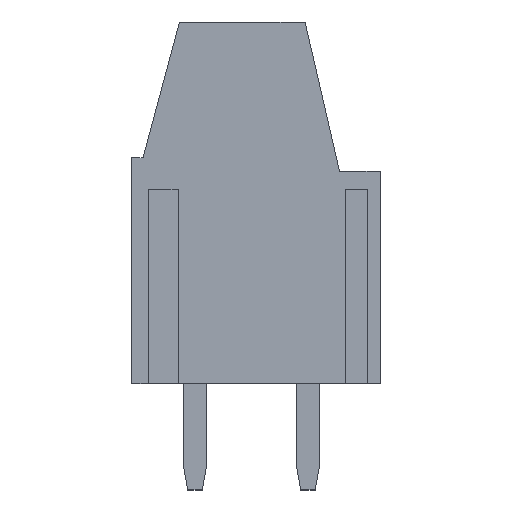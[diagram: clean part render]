
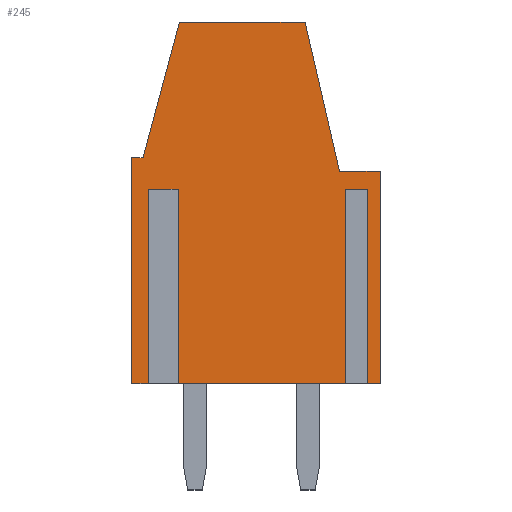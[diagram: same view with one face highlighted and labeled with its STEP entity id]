
A CAD part, top view. The second image highlights one B-rep face of the part: STEP entity #245.
In plain terms, the highlighted planar face has unit normal (0, 0, 1).
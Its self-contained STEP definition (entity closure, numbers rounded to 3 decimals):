
#245 = ADVANCED_FACE( '', ( #563 ), #564, .T. );
#563 = FACE_OUTER_BOUND( '', #949, .T. );
#564 = PLANE( '', #950 );
#949 = EDGE_LOOP( '', ( #1613, #1614, #1615, #1616, #1617, #1618, #1619, #1620, #1621, #1622, #1623, #1624, #1625, #1626, #1627, #1628 ) );
#950 = AXIS2_PLACEMENT_3D( '', #1629, #1630, #1631 );
#1613 = ORIENTED_EDGE( '', *, *, #2428, .T. );
#1614 = ORIENTED_EDGE( '', *, *, #2468, .T. );
#1615 = ORIENTED_EDGE( '', *, *, #2502, .T. );
#1616 = ORIENTED_EDGE( '', *, *, #2503, .T. );
#1617 = ORIENTED_EDGE( '', *, *, #2504, .T. );
#1618 = ORIENTED_EDGE( '', *, *, #2505, .T. );
#1619 = ORIENTED_EDGE( '', *, *, #2269, .T. );
#1620 = ORIENTED_EDGE( '', *, *, #2506, .T. );
#1621 = ORIENTED_EDGE( '', *, *, #2404, .F. );
#1622 = ORIENTED_EDGE( '', *, *, #2507, .T. );
#1623 = ORIENTED_EDGE( '', *, *, #2435, .T. );
#1624 = ORIENTED_EDGE( '', *, *, #2508, .T. );
#1625 = ORIENTED_EDGE( '', *, *, #2509, .F. );
#1626 = ORIENTED_EDGE( '', *, *, #2510, .T. );
#1627 = ORIENTED_EDGE( '', *, *, #2387, .T. );
#1628 = ORIENTED_EDGE( '', *, *, #2511, .T. );
#1629 = CARTESIAN_POINT( '', ( 189.832, 138.629, -50. ) );
#1630 = DIRECTION( '', ( 0., 0., 1. ) );
#1631 = DIRECTION( '', ( 1., 0., 0. ) );
#2269 = EDGE_CURVE( '', #2702, #2703, #2704, .T. );
#2387 = EDGE_CURVE( '', #2910, #2911, #2912, .T. );
#2404 = EDGE_CURVE( '', #2938, #2940, #2941, .T. );
#2428 = EDGE_CURVE( '', #2976, #2974, #2977, .T. );
#2435 = EDGE_CURVE( '', #2986, #2987, #2988, .T. );
#2468 = EDGE_CURVE( '', #2974, #3035, #3037, .T. );
#2502 = EDGE_CURVE( '', #3035, #3083, #3084, .T. );
#2503 = EDGE_CURVE( '', #3083, #3085, #3086, .T. );
#2504 = EDGE_CURVE( '', #3085, #3087, #3088, .T. );
#2505 = EDGE_CURVE( '', #3087, #2702, #3089, .T. );
#2506 = EDGE_CURVE( '', #2703, #2940, #3090, .T. );
#2507 = EDGE_CURVE( '', #2938, #2986, #3091, .T. );
#2508 = EDGE_CURVE( '', #2987, #3092, #3093, .T. );
#2509 = EDGE_CURVE( '', #3094, #3092, #3095, .T. );
#2510 = EDGE_CURVE( '', #3094, #2910, #3096, .T. );
#2511 = EDGE_CURVE( '', #2911, #2976, #3097, .T. );
#2702 = VERTEX_POINT( '', #3332 );
#2703 = VERTEX_POINT( '', #3333 );
#2704 = LINE( '', #3334, #3335 );
#2910 = VERTEX_POINT( '', #3636 );
#2911 = VERTEX_POINT( '', #3637 );
#2912 = LINE( '', #3638, #3639 );
#2938 = VERTEX_POINT( '', #3677 );
#2940 = VERTEX_POINT( '', #3680 );
#2941 = LINE( '', #3681, #3682 );
#2974 = VERTEX_POINT( '', #3731 );
#2976 = VERTEX_POINT( '', #3734 );
#2977 = LINE( '', #3735, #3736 );
#2986 = VERTEX_POINT( '', #3749 );
#2987 = VERTEX_POINT( '', #3750 );
#2988 = LINE( '', #3751, #3752 );
#3035 = VERTEX_POINT( '', #3820 );
#3037 = LINE( '', #3823, #3824 );
#3083 = VERTEX_POINT( '', #3893 );
#3084 = LINE( '', #3894, #3895 );
#3085 = VERTEX_POINT( '', #3896 );
#3086 = LINE( '', #3897, #3898 );
#3087 = VERTEX_POINT( '', #3899 );
#3088 = LINE( '', #3900, #3901 );
#3089 = LINE( '', #3902, #3903 );
#3090 = LINE( '', #3904, #3905 );
#3091 = LINE( '', #3906, #3907 );
#3092 = VERTEX_POINT( '', #3908 );
#3093 = LINE( '', #3909, #3910 );
#3094 = VERTEX_POINT( '', #3911 );
#3095 = LINE( '', #3912, #3913 );
#3096 = LINE( '', #3914, #3915 );
#3097 = LINE( '', #3916, #3917 );
#3332 = CARTESIAN_POINT( '', ( 189.832, 139.229, -50. ) );
#3333 = CARTESIAN_POINT( '', ( 189.832, 129.229, -50. ) );
#3334 = CARTESIAN_POINT( '', ( 189.832, 129.229, -50. ) );
#3335 = VECTOR( '', #4207, 1000. );
#3636 = CARTESIAN_POINT( '', ( 200.032, 137.829, -50. ) );
#3637 = CARTESIAN_POINT( '', ( 200.032, 129.229, -50. ) );
#3638 = CARTESIAN_POINT( '', ( 200.032, 137.829, -50. ) );
#3639 = VECTOR( '', #4315, 1000. );
#3677 = CARTESIAN_POINT( '', ( 190.832, 137.829, -50. ) );
#3680 = CARTESIAN_POINT( '', ( 190.832, 129.229, -50. ) );
#3681 = CARTESIAN_POINT( '', ( 190.832, 137.829, -50. ) );
#3682 = VECTOR( '', #4329, 1000. );
#3731 = CARTESIAN_POINT( '', ( 200.832, 138.629, -50. ) );
#3734 = CARTESIAN_POINT( '', ( 200.832, 129.229, -50. ) );
#3735 = CARTESIAN_POINT( '', ( 200.832, 138.629, -50. ) );
#3736 = VECTOR( '', #4347, 1000. );
#3749 = CARTESIAN_POINT( '', ( 191.632, 137.829, -50. ) );
#3750 = CARTESIAN_POINT( '', ( 191.632, 129.229, -50. ) );
#3751 = CARTESIAN_POINT( '', ( 191.632, 137.829, -50. ) );
#3752 = VECTOR( '', #4352, 1000. );
#3820 = CARTESIAN_POINT( '', ( 199.032, 138.629, -50. ) );
#3823 = CARTESIAN_POINT( '', ( 199.032, 138.629, -50. ) );
#3824 = VECTOR( '', #4381, 1000. );
#3893 = CARTESIAN_POINT( '', ( 197.508, 145.229, -50. ) );
#3894 = CARTESIAN_POINT( '', ( 197.508, 145.229, -50. ) );
#3895 = VECTOR( '', #4405, 1000. );
#3896 = CARTESIAN_POINT( '', ( 191.939, 145.229, -50. ) );
#3897 = CARTESIAN_POINT( '', ( 191.939, 145.229, -50. ) );
#3898 = VECTOR( '', #4406, 1000. );
#3899 = CARTESIAN_POINT( '', ( 190.332, 139.229, -50. ) );
#3900 = CARTESIAN_POINT( '', ( 190.332, 139.229, -50. ) );
#3901 = VECTOR( '', #4407, 1000. );
#3902 = CARTESIAN_POINT( '', ( 189.832, 139.229, -50. ) );
#3903 = VECTOR( '', #4408, 1000. );
#3904 = CARTESIAN_POINT( '', ( 200.832, 129.229, -50. ) );
#3905 = VECTOR( '', #4409, 1000. );
#3906 = CARTESIAN_POINT( '', ( 191.632, 137.829, -50. ) );
#3907 = VECTOR( '', #4410, 1000. );
#3908 = CARTESIAN_POINT( '', ( 199.532, 129.229, -50. ) );
#3909 = CARTESIAN_POINT( '', ( 200.832, 129.229, -50. ) );
#3910 = VECTOR( '', #4411, 1000. );
#3911 = CARTESIAN_POINT( '', ( 199.532, 137.829, -50. ) );
#3912 = CARTESIAN_POINT( '', ( 199.532, 137.829, -50. ) );
#3913 = VECTOR( '', #4412, 1000. );
#3914 = CARTESIAN_POINT( '', ( 200.032, 137.829, -50. ) );
#3915 = VECTOR( '', #4413, 1000. );
#3916 = CARTESIAN_POINT( '', ( 200.832, 129.229, -50. ) );
#3917 = VECTOR( '', #4414, 1000. );
#4207 = DIRECTION( '', ( 0., -1., 0. ) );
#4315 = DIRECTION( '', ( 0., -1., 0. ) );
#4329 = DIRECTION( '', ( 0., -1., 0. ) );
#4347 = DIRECTION( '', ( 0., 1., 0. ) );
#4352 = DIRECTION( '', ( 0., -1., 0. ) );
#4381 = DIRECTION( '', ( -1., 0., 0. ) );
#4405 = DIRECTION( '', ( -0.225, 0.974, 0. ) );
#4406 = DIRECTION( '', ( -1., 0., 0. ) );
#4407 = DIRECTION( '', ( -0.259, -0.966, 0. ) );
#4408 = DIRECTION( '', ( -1., 0., 0. ) );
#4409 = DIRECTION( '', ( 1., 0., 0. ) );
#4410 = DIRECTION( '', ( 1., 0., 0. ) );
#4411 = DIRECTION( '', ( 1., 0., 0. ) );
#4412 = DIRECTION( '', ( 0., -1., 0. ) );
#4413 = DIRECTION( '', ( 1., 0., 0. ) );
#4414 = DIRECTION( '', ( 1., 0., 0. ) );
